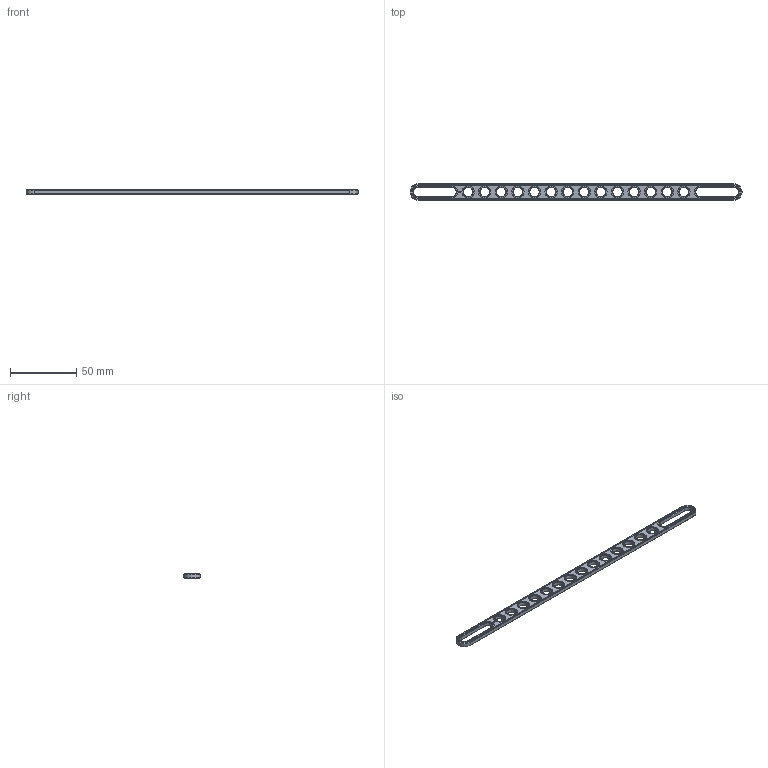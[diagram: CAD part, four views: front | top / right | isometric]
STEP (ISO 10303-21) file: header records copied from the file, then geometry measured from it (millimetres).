
FILE_DESCRIPTION(('FreeCAD Model'),'2;1');
FILE_NAME('Open CASCADE Shape Model','2023-01-08T23:32:17',(''),(''), 'Open CASCADE STEP processor 7.6','FreeCAD','Unknown');
FILE_SCHEMA(('AUTOMOTIVE_DESIGN { 1 0 10303 214 1 1 1 1 }'));
Length unit declared in the file: millimetre
Products named in the file (1): Brace STR SLT BE ERR BU20x01x00.25x03 - SPN-BRC-0366 (stemfie.org)
Bounding box: 250 x 12.5 x 3.12 mm (x, y, z)
Volume: 6353.9 mm3; surface area: 7149.5 mm2
Topology: 1 solids, 1 shells, 676 faces, 1831 edges, 1208 vertices
Faces by surface type: plane 350, extrusion 246, cone 40, cylinder 40
Full cylindrical faces by diameter (mm): 7 x14, 9.2 x14
Entity records: 46917 total; most frequent: CARTESIAN_POINT 12045, DIRECTION 5483, VECTOR 4279, LINE 4033, ORIENTED_EDGE 3662, PCURVE 3662, DEFINITIONAL_REPRESENTATION 3662, EDGE_CURVE 1831
